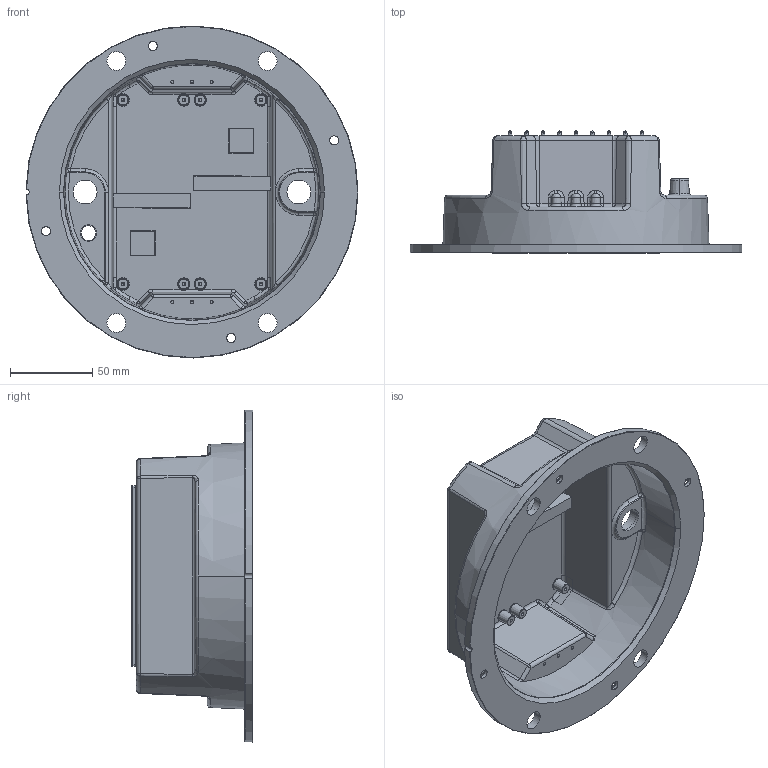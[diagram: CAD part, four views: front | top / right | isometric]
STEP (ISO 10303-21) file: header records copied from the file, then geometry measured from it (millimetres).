
FILE_DESCRIPTION((''),'2;1');
FILE_NAME('HAB-45001508','2018-05-26T',('E188799'),(''),'PRO/ENGINEER BY PARAMETRIC TECHNOLOGY CORPORATION, 2014430','PRO/ENGINEER BY PARAMETRIC TECHNOLOGY CORPORATION, 2014430','');
FILE_SCHEMA(('CONFIG_CONTROL_DESIGN'));
Length unit declared in the file: millimetre
Products named in the file (1): HAB-45001508
Bounding box: 201.97 x 74 x 201.98 mm (x, y, z)
Volume: 229075.4 mm3; surface area: 138135.1 mm2
Topology: 1 solids, 4 shells, 695 faces, 1597 edges, 947 vertices
Faces by surface type: plane 193, cylinder 184, bspline 140, cone 105, torus 41, sphere 32
Entity records: 31911 total; most frequent: CARTESIAN_POINT 12103, ORIENTED_EDGE 3182, DIRECTION 2991, PRESENTATION_STYLE_ASSIGNMENT 1601, STYLED_ITEM 1601, CURVE_STYLE 1597, EDGE_CURVE 1597, AXIS2_PLACEMENT_3D 1163
